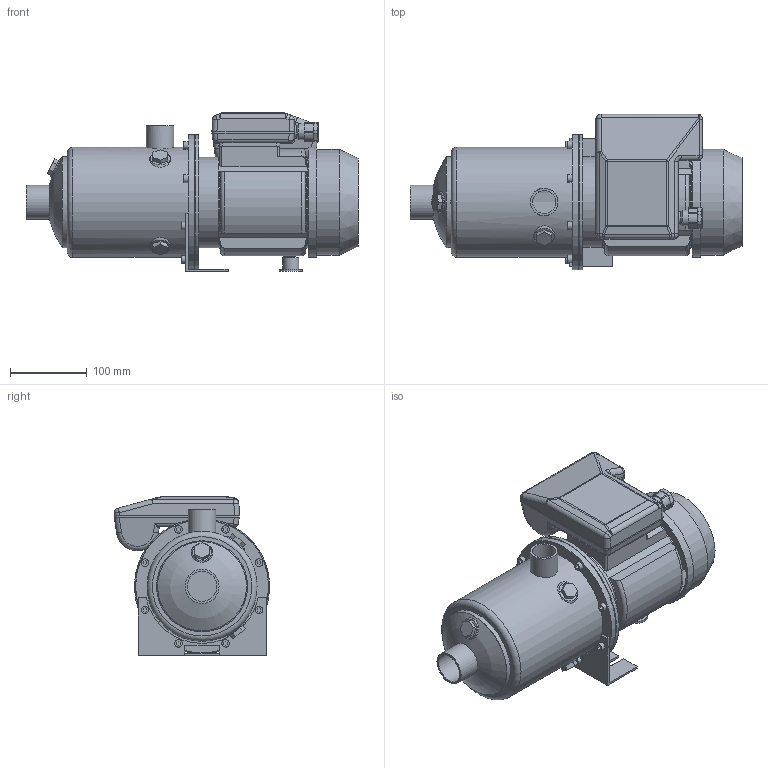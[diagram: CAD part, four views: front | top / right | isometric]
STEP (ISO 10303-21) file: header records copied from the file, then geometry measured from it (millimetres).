
FILE_DESCRIPTION(/* description */ ('-'),/* implementation_level */ '2;1');
FILE_NAME(/* name */ 'EH 3 [6] M',/* time_stamp */ '2016-12-14T09:15:08+01:00',/* author */ ('Simonelli M.'),/* organization */ ('Franklin Electric'),/* preprocessor_version */ 'ST-DEVELOPER v16.7',/* originating_system */ 'DEX',/* authorisation */ $);
FILE_SCHEMA (('AUTOMOTIVE_DESIGN {1 0 10303 214 3 1 1}'));
Length unit declared in the file: millimetre
Products named in the file (9): EH 3 [6] M; Flangia motore Tonda M71; Corpo 3-5 [6]; Motore MEC 71 - M; carcassa MEC 71; Copriventola MEC 71; Basetta MEC 71 M; Piedino MEC 71 int.90; Staffa 3-5-9 int.90
Assembly tree (8 placements, depth 3):
  EH 3 [6] M
    Flangia motore Tonda M71
    Corpo 3-5 [6]
    Motore MEC 71 - M
      carcassa MEC 71
      Copriventola MEC 71
      Basetta MEC 71 M
    Piedino MEC 71 int.90
    Staffa 3-5-9 int.90
Bounding box: 433.1 x 202.75 x 207 mm (x, y, z)
Volume: 2310045.6 mm3; surface area: 572783.6 mm2
Topology: 7 solids, 7 shells, 387 faces, 907 edges, 579 vertices
Faces by surface type: plane 208, cylinder 119, cone 22, sphere 15, bspline 14, torus 9
Full cylindrical faces by diameter (mm): 7 x4, 10 x9, 13 x1, 17 x1, 19.73 x1, 20.4 x1, 21 x1, 30 x1, 30.291 x1, 36 x1, 38.952 x1, 44.5 x1, 110 x1, 114 x3, 116.1 x1, 118 x2, 118.5 x1, 133 x1, 138 x1, 139 x1, 141.1 x1, 143.5 x1, 144 x1, 173.5 x1, 174.1 x1, 176.5 x2
Entity records: 16508 total; most frequent: CARTESIAN_POINT 5677, DIRECTION 1796, ORIENTED_EDGE 1612, EDGE_CURVE 806, AXIS2_PLACEMENT_3D 662, VERTEX_POINT 545, EDGE_LOOP 507, FACE_BOUND 507
